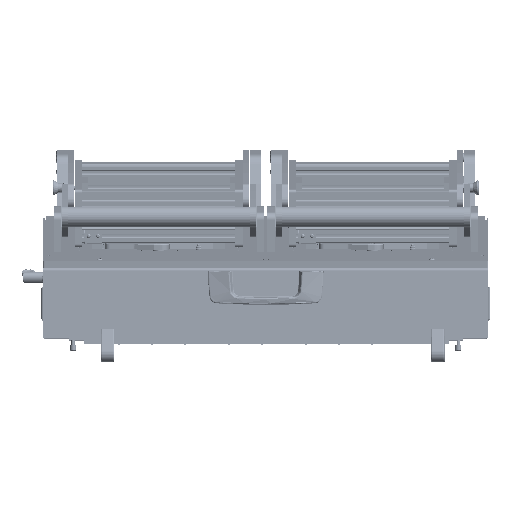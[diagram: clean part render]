
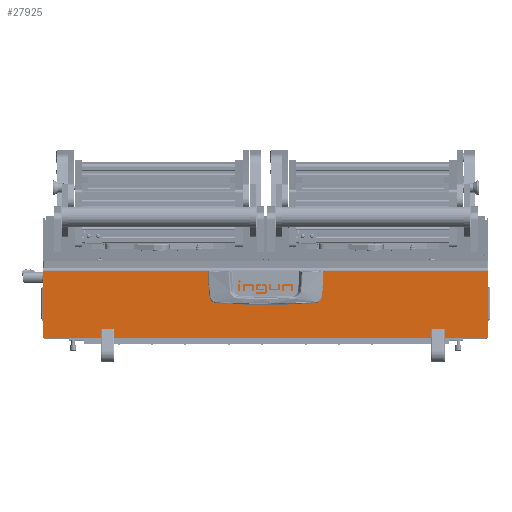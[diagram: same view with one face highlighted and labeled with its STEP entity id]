
A CAD part, top view. The second image highlights one B-rep face of the part: STEP entity #27925.
In plain terms, the highlighted face is planar.
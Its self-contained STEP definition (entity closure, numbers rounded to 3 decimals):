
#4965 = CARTESIAN_POINT ( 'NONE',  ( -2., 610., 0. ) ) ;
#5631 = LINE ( 'NONE', #78815, #138877 ) ;
#7752 = DIRECTION ( 'NONE',  ( 0., -1., 0. ) ) ;
#8696 = CARTESIAN_POINT ( 'NONE',  ( -2., -2., 0. ) ) ;
#9558 = ORIENTED_EDGE ( 'NONE', *, *, #153250, .T. ) ;
#12936 = DIRECTION ( 'NONE',  ( 0., 1., 0. ) ) ;
#13885 = ORIENTED_EDGE ( 'NONE', *, *, #30435, .T. ) ;
#14791 = AXIS2_PLACEMENT_3D ( 'NONE', #148768, #84553, #7752 ) ;
#15338 = FACE_BOUND ( 'NONE', #20544, .T. ) ;
#15429 = CARTESIAN_POINT ( 'NONE',  ( -2., 612., 93.86 ) ) ;
#18089 = EDGE_CURVE ( 'NONE', #28872, #68457, #88624, .T. ) ;
#20544 = EDGE_LOOP ( 'NONE', ( #67524, #50654 ) ) ;
#22492 = CARTESIAN_POINT ( 'NONE',  ( -2., 610., 2. ) ) ;
#24740 = CIRCLE ( 'NONE', #100022, 2. ) ;
#26041 = CIRCLE ( 'NONE', #92032, 3. ) ;
#27048 = AXIS2_PLACEMENT_3D ( 'NONE', #104689, #116544, #77689 ) ;
#27400 = VERTEX_POINT ( 'NONE', #4965 ) ;
#27925 = ADVANCED_FACE ( 'NONE', ( #110154, #15338, #71865 ), #125490, .F. ) ;
#28091 = DIRECTION ( 'NONE',  ( 0., 1., 0. ) ) ;
#28872 = VERTEX_POINT ( 'NONE', #124239 ) ;
#29781 = ORIENTED_EDGE ( 'NONE', *, *, #18089, .F. ) ;
#30435 = EDGE_CURVE ( 'NONE', #28872, #77084, #88982, .T. ) ;
#33472 = DIRECTION ( 'NONE',  ( 0., 1., 0. ) ) ;
#34417 = VECTOR ( 'NONE', #140464, 1000. ) ;
#36517 = EDGE_CURVE ( 'NONE', #79776, #27400, #83935, .T. ) ;
#37901 = VERTEX_POINT ( 'NONE', #8696 ) ;
#40101 = CARTESIAN_POINT ( 'NONE',  ( -2., 249., 73.7 ) ) ;
#41633 = DIRECTION ( 'NONE',  ( 0., 1., 0. ) ) ;
#42365 = EDGE_CURVE ( 'NONE', #91574, #61793, #26041, .T. ) ;
#44778 = CARTESIAN_POINT ( 'NONE',  ( -2., 362., 73.7 ) ) ;
#48757 = VECTOR ( 'NONE', #33472, 1000. ) ;
#50036 = ORIENTED_EDGE ( 'NONE', *, *, #36517, .T. ) ;
#50654 = ORIENTED_EDGE ( 'NONE', *, *, #150478, .F. ) ;
#53816 = EDGE_LOOP ( 'NONE', ( #108530, #136943 ) ) ;
#61793 = VERTEX_POINT ( 'NONE', #135277 ) ;
#63862 = CARTESIAN_POINT ( 'NONE',  ( -2., 612., 93.86 ) ) ;
#65749 = VERTEX_POINT ( 'NONE', #105953 ) ;
#66449 = CARTESIAN_POINT ( 'NONE',  ( -2., -2., 2. ) ) ;
#67071 = EDGE_CURVE ( 'NONE', #37901, #27400, #5631, .T. ) ;
#67524 = ORIENTED_EDGE ( 'NONE', *, *, #140174, .F. ) ;
#67560 = DIRECTION ( 'NONE',  ( -1., 0., 0. ) ) ;
#68457 = VERTEX_POINT ( 'NONE', #161738 ) ;
#70069 = EDGE_CURVE ( 'NONE', #61793, #91574, #118140, .T. ) ;
#71865 = FACE_OUTER_BOUND ( 'NONE', #102669, .T. ) ;
#72556 = CARTESIAN_POINT ( 'NONE',  ( -2., -4., 93.86 ) ) ;
#75477 = DIRECTION ( 'NONE',  ( 0., 1., 0. ) ) ;
#76838 = ORIENTED_EDGE ( 'NONE', *, *, #67071, .F. ) ;
#77084 = VERTEX_POINT ( 'NONE', #15429 ) ;
#77689 = DIRECTION ( 'NONE',  ( 0., 1., 0. ) ) ;
#78815 = CARTESIAN_POINT ( 'NONE',  ( -2., -4., 0. ) ) ;
#79776 = VERTEX_POINT ( 'NONE', #84102 ) ;
#81174 = CARTESIAN_POINT ( 'NONE',  ( -2., 246., 73.7 ) ) ;
#83935 = CIRCLE ( 'NONE', #163663, 2. ) ;
#84102 = CARTESIAN_POINT ( 'NONE',  ( -2., 612., 2. ) ) ;
#84553 = DIRECTION ( 'NONE',  ( -1., 0., 0. ) ) ;
#88624 = LINE ( 'NONE', #125950, #149098 ) ;
#88982 = LINE ( 'NONE', #124764, #48757 ) ;
#89660 = DIRECTION ( 'NONE',  ( -1., 0., 0. ) ) ;
#91574 = VERTEX_POINT ( 'NONE', #81174 ) ;
#92032 = AXIS2_PLACEMENT_3D ( 'NONE', #40101, #89660, #12936 ) ;
#93400 = CIRCLE ( 'NONE', #95509, 3. ) ;
#94749 = DIRECTION ( 'NONE',  ( -1., 0., 0. ) ) ;
#95509 = AXIS2_PLACEMENT_3D ( 'NONE', #134797, #94749, #134247 ) ;
#97625 = AXIS2_PLACEMENT_3D ( 'NONE', #72556, #162721, #113074 ) ;
#100022 = AXIS2_PLACEMENT_3D ( 'NONE', #66449, #67560, #28091 ) ;
#100547 = CIRCLE ( 'NONE', #14791, 3. ) ;
#102669 = EDGE_LOOP ( 'NONE', ( #76838, #130387, #29781, #13885, #9558, #50036 ) ) ;
#104689 = CARTESIAN_POINT ( 'NONE',  ( -2., 249., 73.7 ) ) ;
#105634 = VERTEX_POINT ( 'NONE', #44778 ) ;
#105953 = CARTESIAN_POINT ( 'NONE',  ( -2., 356., 73.7 ) ) ;
#108530 = ORIENTED_EDGE ( 'NONE', *, *, #42365, .F. ) ;
#110154 = FACE_BOUND ( 'NONE', #53816, .T. ) ;
#113074 = DIRECTION ( 'NONE',  ( 0., 1., 0. ) ) ;
#116544 = DIRECTION ( 'NONE',  ( -1., 0., 0. ) ) ;
#117626 = EDGE_CURVE ( 'NONE', #37901, #68457, #24740, .T. ) ;
#118140 = CIRCLE ( 'NONE', #27048, 3. ) ;
#124239 = CARTESIAN_POINT ( 'NONE',  ( -2., -4., 93.86 ) ) ;
#124764 = CARTESIAN_POINT ( 'NONE',  ( -2., -4., 93.86 ) ) ;
#125163 = LINE ( 'NONE', #63862, #34417 ) ;
#125490 = PLANE ( 'NONE',  #97625 ) ;
#125950 = CARTESIAN_POINT ( 'NONE',  ( -2., -4., 93.86 ) ) ;
#130387 = ORIENTED_EDGE ( 'NONE', *, *, #117626, .T. ) ;
#134247 = DIRECTION ( 'NONE',  ( 0., -1., 0. ) ) ;
#134797 = CARTESIAN_POINT ( 'NONE',  ( -2., 359., 73.7 ) ) ;
#135277 = CARTESIAN_POINT ( 'NONE',  ( -2., 252., 73.7 ) ) ;
#136943 = ORIENTED_EDGE ( 'NONE', *, *, #70069, .F. ) ;
#138877 = VECTOR ( 'NONE', #41633, 1000. ) ;
#140174 = EDGE_CURVE ( 'NONE', #65749, #105634, #93400, .T. ) ;
#140464 = DIRECTION ( 'NONE',  ( 0., 0., -1. ) ) ;
#143940 = DIRECTION ( 'NONE',  ( 0., 0., -1. ) ) ;
#148768 = CARTESIAN_POINT ( 'NONE',  ( -2., 359., 73.7 ) ) ;
#149098 = VECTOR ( 'NONE', #143940, 1000. ) ;
#150478 = EDGE_CURVE ( 'NONE', #105634, #65749, #100547, .T. ) ;
#152620 = DIRECTION ( 'NONE',  ( -1., 0., 0. ) ) ;
#153250 = EDGE_CURVE ( 'NONE', #77084, #79776, #125163, .T. ) ;
#161738 = CARTESIAN_POINT ( 'NONE',  ( -2., -4., 2. ) ) ;
#162721 = DIRECTION ( 'NONE',  ( 1., 0., 0. ) ) ;
#163663 = AXIS2_PLACEMENT_3D ( 'NONE', #22492, #152620, #75477 ) ;
